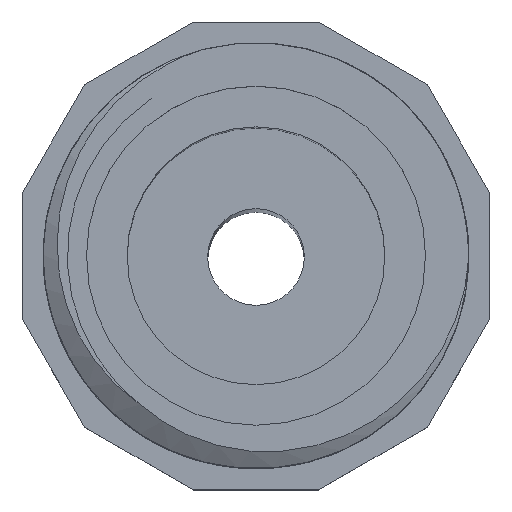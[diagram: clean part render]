
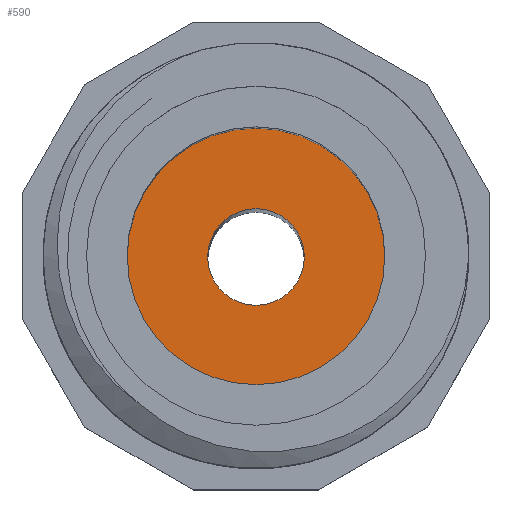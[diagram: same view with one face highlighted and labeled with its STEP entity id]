
A CAD part, top view. The second image highlights one B-rep face of the part: STEP entity #590.
In plain terms, the highlighted planar face has unit normal (0, 0, 1).
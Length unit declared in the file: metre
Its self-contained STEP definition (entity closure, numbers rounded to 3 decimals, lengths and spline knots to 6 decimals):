
#41=PLANE('',#647);
#168=CIRCLE('',#646,0.0046);
#169=CIRCLE('',#648,0.001725);
#314=ORIENTED_EDGE('',*,*,#394,.T.);
#315=ORIENTED_EDGE('',*,*,#393,.T.);
#393=EDGE_CURVE('',#446,#446,#168,.T.);
#394=EDGE_CURVE('',#447,#447,#169,.F.);
#446=VERTEX_POINT('',#1303);
#447=VERTEX_POINT('',#1306);
#495=EDGE_LOOP('',(#314));
#496=EDGE_LOOP('',(#315));
#545=FACE_BOUND('',#495,.T.);
#546=FACE_BOUND('',#496,.T.);
#590=ADVANCED_FACE('',(#545,#546),#41,.T.);
#646=AXIS2_PLACEMENT_3D('',#1302,#791,#792);
#647=AXIS2_PLACEMENT_3D('',#1304,#793,#794);
#648=AXIS2_PLACEMENT_3D('',#1305,#795,#796);
#791=DIRECTION('',(0.,0.,1.));
#792=DIRECTION('',(1.,0.,0.));
#793=DIRECTION('',(0.,0.,1.));
#794=DIRECTION('',(1.,0.,0.));
#795=DIRECTION('',(0.,0.,1.));
#796=DIRECTION('',(1.,0.,0.));
#1302=CARTESIAN_POINT('',(0.,0.,0.0803));
#1303=CARTESIAN_POINT('',(0.0046,0.,0.0803));
#1304=CARTESIAN_POINT('',(0.,0.,0.0803));
#1305=CARTESIAN_POINT('',(0.,0.,0.0803));
#1306=CARTESIAN_POINT('',(0.001725,0.,0.0803));
